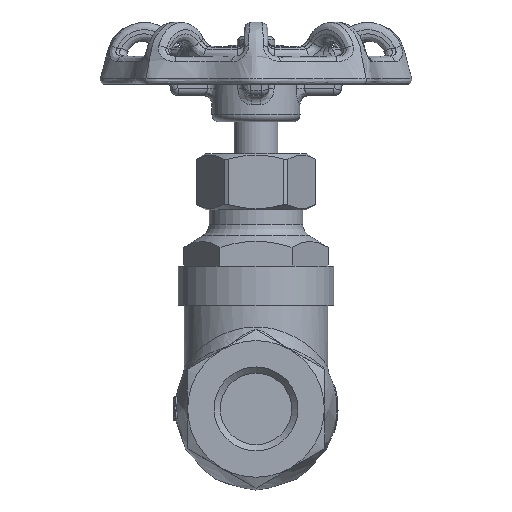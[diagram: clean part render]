
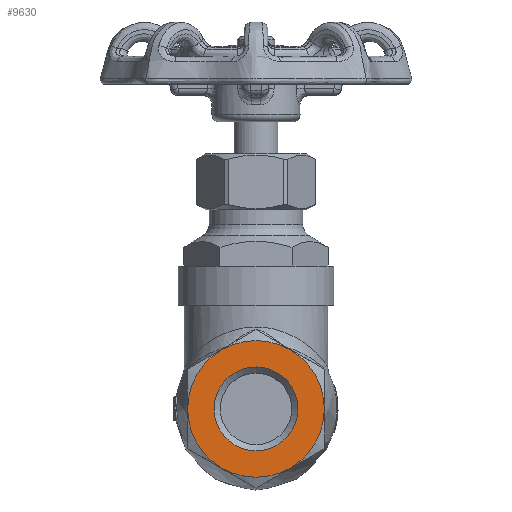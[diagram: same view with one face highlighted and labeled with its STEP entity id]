
A CAD part, left-side view. The second image highlights one B-rep face of the part: STEP entity #9630.
In plain terms, the highlighted planar face has unit normal (-1, 0, 0).
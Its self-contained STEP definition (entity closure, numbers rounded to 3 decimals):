
#9603=CARTESIAN_POINT('',(-22.5,-11.,-7.104));
#9604=DIRECTION('',(-1.,0.,0.));
#9605=DIRECTION('',(-0.,0.,-1.));
#9606=AXIS2_PLACEMENT_3D('',#9603,#9604,#9605);
#9607=PLANE('',#9606);
#9608=CARTESIAN_POINT('',(-22.5,-0.,6.723));
#9609=VERTEX_POINT('',#9608);
#9610=CARTESIAN_POINT('',(-22.5,0.,0.));
#9611=DIRECTION('',(1.,-0.,-0.));
#9612=DIRECTION('',(0.,0.,1.));
#9613=AXIS2_PLACEMENT_3D('',#9610,#9611,#9612);
#9614=CIRCLE('',#9613,6.723);
#9615=EDGE_CURVE('',#9609,#9609,#9614,.T.);
#9616=ORIENTED_EDGE('',*,*,#9615,.T.);
#9617=EDGE_LOOP('',(#9616));
#9618=FACE_BOUND('',#9617,.T.);
#9619=CARTESIAN_POINT('',(-22.5,0.,-10.947));
#9620=VERTEX_POINT('',#9619);
#9621=CARTESIAN_POINT('',(-22.5,-0.,-0.));
#9622=DIRECTION('',(-1.,-0.,0.));
#9623=DIRECTION('',(-0.,0.,-1.));
#9624=AXIS2_PLACEMENT_3D('',#9621,#9622,#9623);
#9625=CIRCLE('',#9624,10.947);
#9626=EDGE_CURVE('',#9620,#9620,#9625,.T.);
#9627=ORIENTED_EDGE('',*,*,#9626,.T.);
#9628=EDGE_LOOP('',(#9627));
#9629=FACE_BOUND('',#9628,.T.);
#9630=ADVANCED_FACE('',(#9618,#9629),#9607,.T.);
